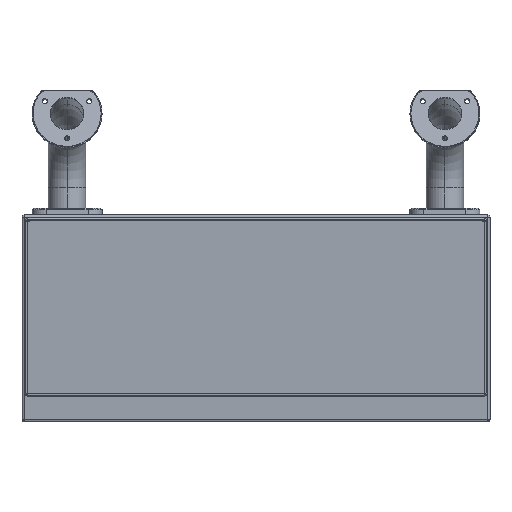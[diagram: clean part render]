
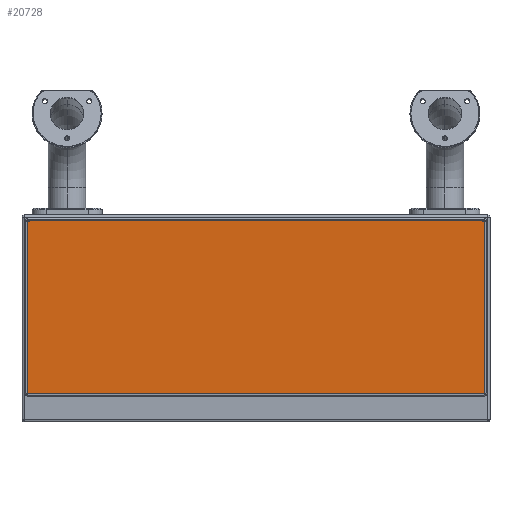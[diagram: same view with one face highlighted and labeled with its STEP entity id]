
A CAD part, top view. The second image highlights one B-rep face of the part: STEP entity #20728.
In plain terms, the highlighted planar face has unit normal (0, -0.052, 0.999).
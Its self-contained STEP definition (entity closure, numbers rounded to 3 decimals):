
#4723=CARTESIAN_POINT('',(-242.265,93.287,7.893));
#4724=DIRECTION('',(0.,0.052,-0.999));
#4725=DIRECTION('',(-1.,0.,0.));
#4726=AXIS2_PLACEMENT_3D('',#4723,#4724,#4725);
#4728=DIRECTION('',(1.,0.,0.));
#4729=VECTOR('',#4728,484.53);
#4730=CARTESIAN_POINT('',(-242.265,96.153,8.043));
#4731=LINE('',#4730,#4729);
#4732=CARTESIAN_POINT('',(242.266,93.287,7.893));
#4733=DIRECTION('',(0.,0.052,-0.999));
#4734=DIRECTION('',(0.,0.999,0.052));
#4735=AXIS2_PLACEMENT_3D('',#4732,#4733,#4734);
#4737=DIRECTION('',(0.,-0.999,-0.052));
#4738=VECTOR('',#4737,179.73);
#4739=CARTESIAN_POINT('',(245.136,93.287,7.893));
#4740=LINE('',#4739,#4738);
#4741=CARTESIAN_POINT('',(242.266,-86.197,-1.513));
#4742=DIRECTION('',(0.,0.052,-0.999));
#4743=DIRECTION('',(1.,0.,0.));
#4744=AXIS2_PLACEMENT_3D('',#4741,#4742,#4743);
#4746=DIRECTION('',(-1.,0.,0.));
#4747=VECTOR('',#4746,484.53);
#4748=CARTESIAN_POINT('',(242.266,-89.063,-1.663));
#4749=LINE('',#4748,#4747);
#4750=CARTESIAN_POINT('',(-242.265,-86.197,-1.513));
#4751=DIRECTION('',(0.,0.052,-0.999));
#4752=DIRECTION('',(0.,-0.999,-0.052));
#4753=AXIS2_PLACEMENT_3D('',#4750,#4751,#4752);
#4755=DIRECTION('',(0.,0.999,0.052));
#4756=VECTOR('',#4755,179.73);
#4757=CARTESIAN_POINT('',(-245.135,-86.197,-1.513));
#4758=LINE('',#4757,#4756);
#10027=CARTESIAN_POINT('',(242.266,96.153,8.043));
#10028=CARTESIAN_POINT('',(245.136,93.287,7.893));
#10029=VERTEX_POINT('',#10027);
#10030=VERTEX_POINT('',#10028);
#10031=CARTESIAN_POINT('',(-245.135,-86.197,-1.513));
#10032=CARTESIAN_POINT('',(-245.135,93.287,7.893));
#10033=VERTEX_POINT('',#10031);
#10034=VERTEX_POINT('',#10032);
#10035=CARTESIAN_POINT('',(-242.265,96.153,8.043));
#10036=VERTEX_POINT('',#10035);
#10037=CARTESIAN_POINT('',(245.136,-86.197,-1.513));
#10038=VERTEX_POINT('',#10037);
#10039=CARTESIAN_POINT('',(242.266,-89.063,-1.663));
#10040=VERTEX_POINT('',#10039);
#10041=CARTESIAN_POINT('',(-242.265,-89.063,-1.663));
#10042=VERTEX_POINT('',#10041);
#20713=CARTESIAN_POINT('',(0.,3.545,
3.19));
#20714=DIRECTION('',(0.,-0.052,0.999));
#20715=DIRECTION('',(1.,0.,0.));
#20716=AXIS2_PLACEMENT_3D('',#20713,#20714,#20715);
#20717=PLANE('',#20716);
#20718=ORIENTED_EDGE('',*,*,#20680,.T.);
#20719=ORIENTED_EDGE('',*,*,#20700,.T.);
#20720=ORIENTED_EDGE('',*,*,#20553,.T.);
#20721=ORIENTED_EDGE('',*,*,#20575,.T.);
#20722=ORIENTED_EDGE('',*,*,#20596,.T.);
#20723=ORIENTED_EDGE('',*,*,#20617,.T.);
#20724=ORIENTED_EDGE('',*,*,#20638,.T.);
#20725=ORIENTED_EDGE('',*,*,#20659,.T.);
#20726=EDGE_LOOP('',(#20718,#20719,#20720,#20721,#20722,#20723,#20724,#20725));
#20727=FACE_OUTER_BOUND('',#20726,.F.);
#20728=ADVANCED_FACE('',(#20727),#20717,.T.);
#4727=CIRCLE('',#4726,2.87);
#4736=CIRCLE('',#4735,2.87);
#4745=CIRCLE('',#4744,2.87);
#4754=CIRCLE('',#4753,2.87);
#20553=EDGE_CURVE('',#10029,#10030,#4736,.T.);
#20575=EDGE_CURVE('',#10030,#10038,#4740,.T.);
#20596=EDGE_CURVE('',#10038,#10040,#4745,.T.);
#20617=EDGE_CURVE('',#10040,#10042,#4749,.T.);
#20638=EDGE_CURVE('',#10042,#10033,#4754,.T.);
#20659=EDGE_CURVE('',#10033,#10034,#4758,.T.);
#20680=EDGE_CURVE('',#10034,#10036,#4727,.T.);
#20700=EDGE_CURVE('',#10036,#10029,#4731,.T.);
